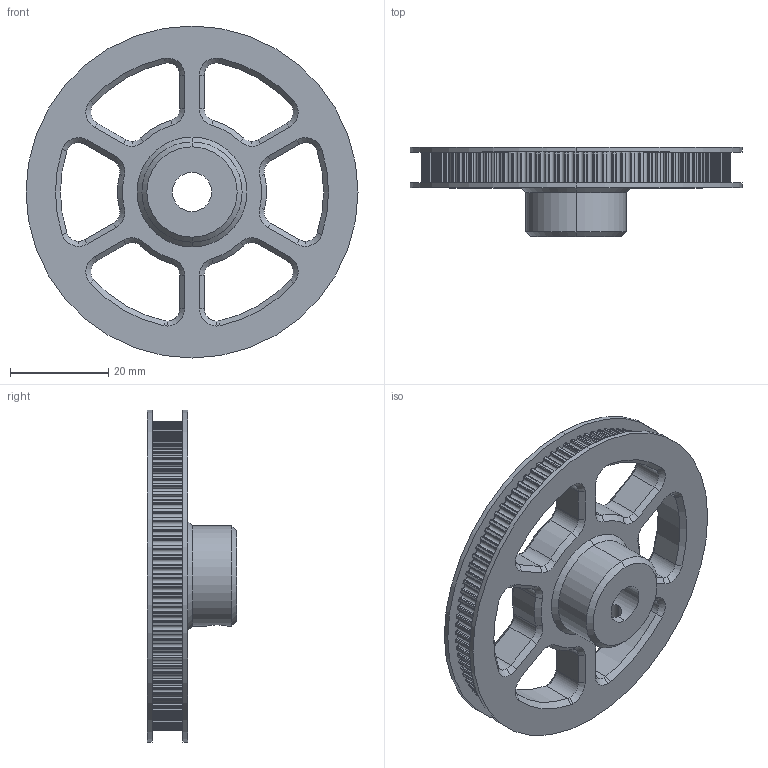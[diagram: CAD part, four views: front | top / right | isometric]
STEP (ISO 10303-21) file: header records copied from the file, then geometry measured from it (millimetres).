
FILE_DESCRIPTION (( 'STEP AP203' ), '1' );
FILE_NAME ('100n pulley.STEP', '2023-07-10T16:21:57', ( '' ), ( '' ), 'SwSTEP 2.0', 'SolidWorks 2023', '' );
FILE_SCHEMA (( 'CONFIG_CONTROL_DESIGN' ));
Length unit declared in the file: millimetre
Products named in the file (1): 100n pulley
Bounding box: 67.66 x 18.25 x 67.66 mm (x, y, z)
Volume: 18701 mm3; surface area: 11395.3 mm2
Topology: 1 solids, 1 shells, 877 faces, 2513 edges, 1640 vertices
Faces by surface type: cylinder 747, cone 88, plane 42
Entity records: 29694 total; most frequent: DIRECTION 5845, CARTESIAN_POINT 5149, ORIENTED_EDGE 5026, EDGE_CURVE 2513, AXIS2_PLACEMENT_3D 2462, VERTEX_POINT 1640, CIRCLE 1584, LINE 921
